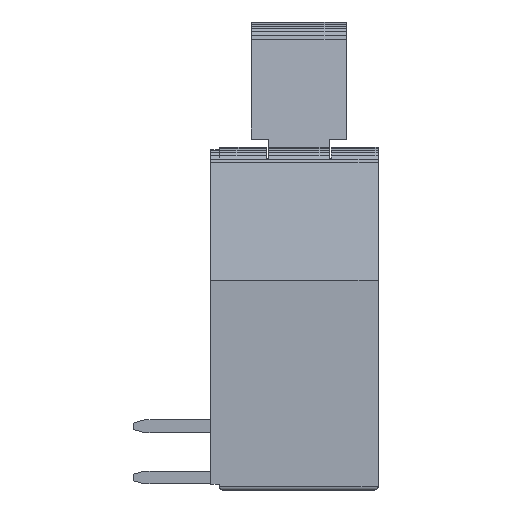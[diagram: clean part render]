
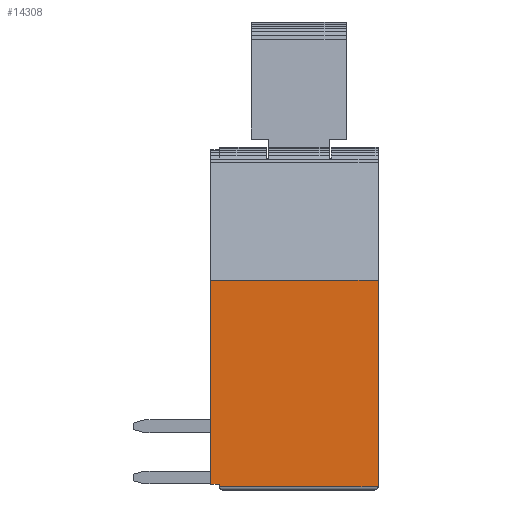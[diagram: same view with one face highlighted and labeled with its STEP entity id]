
A CAD part, left-side view. The second image highlights one B-rep face of the part: STEP entity #14308.
In plain terms, the highlighted planar face has unit normal (-1, 0, 0).
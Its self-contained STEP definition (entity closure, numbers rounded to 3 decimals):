
#6236=EDGE_CURVE('',#8886,#8194,#18557,.T.);
#6392=VERTEX_POINT('',#18725);
#8194=VERTEX_POINT('',#20708);
#8886=VERTEX_POINT('',#21544);
#8976=EDGE_CURVE('',#6392,#11874,#21640,.T.);
#9364=EDGE_CURVE('',#14802,#6392,#22062,.T.);
#11250=EDGE_CURVE('',#8194,#14802,#24114,.T.);
#11380=VERTEX_POINT('',#24254);
#11874=VERTEX_POINT('',#24788);
#12562=EDGE_CURVE('',#11380,#11874,#25544,.T.);
#13408=EDGE_CURVE('',#8886,#11380,#26463,.T.);
#14308=ADVANCED_FACE('',(#27447),#27448,.T.);
#14802=VERTEX_POINT('',#27978);
#18557=LINE('',#32091,#32092);
#18725=CARTESIAN_POINT('',(-47.7,8.3,10.4));
#20708=CARTESIAN_POINT('',(-47.7,7.857,0.294));
#21544=CARTESIAN_POINT('',(-47.7,7.857,0.15));
#21640=LINE('',#36473,#36474);
#22062=LINE('',#37067,#37068);
#24114=LINE('',#40079,#40080);
#24254=CARTESIAN_POINT('',(-47.7,0.0,0.15));
#24788=CARTESIAN_POINT('',(-47.7,0.0,10.4));
#25544=LINE('',#42152,#42153);
#26463=LINE('',#43465,#43466);
#27447=FACE_OUTER_BOUND('',#44882,.T.);
#27448=PLANE('',#44883);
#27978=CARTESIAN_POINT('',(-47.7,8.3,0.294));
#32091=CARTESIAN_POINT('',(-47.7,7.857,0.147));
#32092=VECTOR('',#51559,1.0);
#36473=CARTESIAN_POINT('',(-47.7,4.15,10.4));
#36474=VECTOR('',#55042,1.0);
#37067=CARTESIAN_POINT('',(-47.7,8.3,0.0));
#37068=VECTOR('',#55414,1.0);
#40079=CARTESIAN_POINT('',(-47.7,4.154,0.294));
#40080=VECTOR('',#57343,1.0);
#42152=CARTESIAN_POINT('',(-47.7,0.,0.0));
#42153=VECTOR('',#58744,1.0);
#43465=CARTESIAN_POINT('',(-47.7,4.15,0.15));
#43466=VECTOR('',#59575,1.0);
#44882=EDGE_LOOP('',(#60575,#60576,#60577,#60578,#60579,#60580));
#44883=AXIS2_PLACEMENT_3D('',#60581,#60582,#60583);
#51559=DIRECTION('',(0.0,0.,1.0));
#55042=DIRECTION('',(0.0,-1.0,0.));
#55414=DIRECTION('',(0.0,0.0,1.0));
#57343=DIRECTION('',(0.0,1.0,0.));
#58744=DIRECTION('',(0.0,0.0,1.0));
#59575=DIRECTION('',(0.0,-1.0,0.));
#60575=ORIENTED_EDGE('',*,*,#6236,.F.);
#60576=ORIENTED_EDGE('',*,*,#13408,.T.);
#60577=ORIENTED_EDGE('',*,*,#12562,.T.);
#60578=ORIENTED_EDGE('',*,*,#8976,.F.);
#60579=ORIENTED_EDGE('',*,*,#9364,.F.);
#60580=ORIENTED_EDGE('',*,*,#11250,.F.);
#60581=CARTESIAN_POINT('',(-47.7,0.,0.0));
#60582=DIRECTION('',(-1.0,0.0,0.0));
#60583=DIRECTION('',(0.0,-1.0,0.0));
